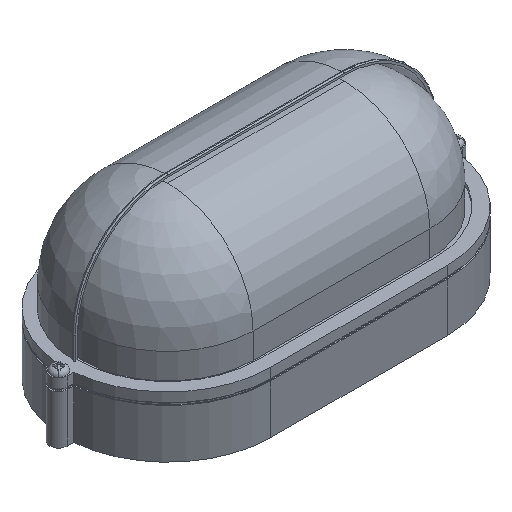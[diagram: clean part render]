
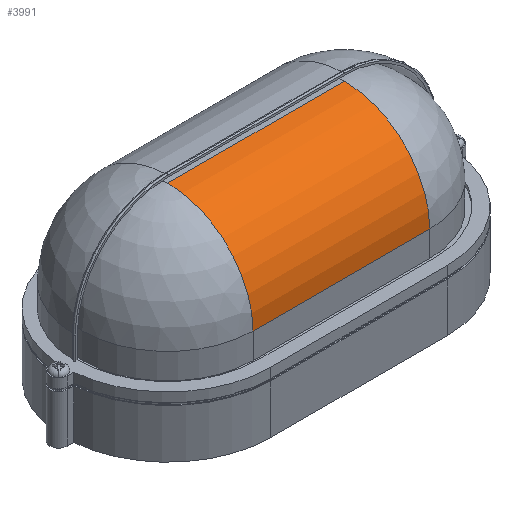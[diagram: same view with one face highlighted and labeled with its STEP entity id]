
A CAD part, isometric view. The second image highlights one B-rep face of the part: STEP entity #3991.
In plain terms, the highlighted cylindrical face has radius 43.5 mm (diameter 87 mm), a partial arc.
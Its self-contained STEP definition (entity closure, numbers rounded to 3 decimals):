
#440 = VERTEX_POINT ( 'NONE', #2191 ) ;
#463 = CARTESIAN_POINT ( 'NONE',  ( -45., 0., 42.5 ) ) ;
#665 = EDGE_CURVE ( 'NONE', #3439, #440, #2231, .T. ) ;
#801 = DIRECTION ( 'NONE',  ( -1., 0., 0. ) ) ;
#870 = CARTESIAN_POINT ( 'NONE',  ( -45., 0., 42.5 ) ) ;
#915 = EDGE_CURVE ( 'NONE', #3439, #3073, #1950, .T. ) ;
#1130 = VECTOR ( 'NONE', #3072, 1000. ) ;
#1153 = LINE ( 'NONE', #2769, #1130 ) ;
#1202 = DIRECTION ( 'NONE',  ( 0., -1., 0. ) ) ;
#1246 = CARTESIAN_POINT ( 'NONE',  ( -45., 0., 86. ) ) ;
#1445 = CIRCLE ( 'NONE', #2193, 43.5 ) ;
#1563 = EDGE_CURVE ( 'NONE', #440, #2134, #1445, .T. ) ;
#1626 = CARTESIAN_POINT ( 'NONE',  ( 45., 0., 42.5 ) ) ;
#1686 = AXIS2_PLACEMENT_3D ( 'NONE', #463, #801, #3337 ) ;
#1830 = CARTESIAN_POINT ( 'NONE',  ( 45., -43.5, 42.5 ) ) ;
#1947 = DIRECTION ( 'NONE',  ( 0., -1., 0. ) ) ;
#1950 = CIRCLE ( 'NONE', #2970, 43.5 ) ;
#1968 = EDGE_CURVE ( 'NONE', #2134, #3073, #1153, .T. ) ;
#1992 = CARTESIAN_POINT ( 'NONE',  ( 45., 0., 86. ) ) ;
#2134 = VERTEX_POINT ( 'NONE', #1246 ) ;
#2191 = CARTESIAN_POINT ( 'NONE',  ( -45., -43.5, 42.5 ) ) ;
#2193 = AXIS2_PLACEMENT_3D ( 'NONE', #870, #3111, #1202 ) ;
#2226 = VECTOR ( 'NONE', #4015, 1000. ) ;
#2231 = LINE ( 'NONE', #3704, #2226 ) ;
#2769 = CARTESIAN_POINT ( 'NONE',  ( 45., 0., 86. ) ) ;
#2970 = AXIS2_PLACEMENT_3D ( 'NONE', #1626, #3804, #1947 ) ;
#3072 = DIRECTION ( 'NONE',  ( 1., 0., 0. ) ) ;
#3073 = VERTEX_POINT ( 'NONE', #1992 ) ;
#3111 = DIRECTION ( 'NONE',  ( -1., 0., 0. ) ) ;
#3337 = DIRECTION ( 'NONE',  ( 0., -1., 0. ) ) ;
#3418 = ORIENTED_EDGE ( 'NONE', *, *, #1563, .F. ) ;
#3422 = ORIENTED_EDGE ( 'NONE', *, *, #665, .F. ) ;
#3437 = ORIENTED_EDGE ( 'NONE', *, *, #915, .T. ) ;
#3439 = VERTEX_POINT ( 'NONE', #1830 ) ;
#3451 = ORIENTED_EDGE ( 'NONE', *, *, #1968, .F. ) ;
#3691 = EDGE_LOOP ( 'NONE', ( #3418, #3422, #3437, #3451 ) ) ;
#3704 = CARTESIAN_POINT ( 'NONE',  ( -45., -43.5, 42.5 ) ) ;
#3804 = DIRECTION ( 'NONE',  ( -1., 0., 0. ) ) ;
#3885 = CYLINDRICAL_SURFACE ( 'NONE', #1686, 43.5 ) ;
#3892 = FACE_OUTER_BOUND ( 'NONE', #3691, .T. ) ;
#3991 = ADVANCED_FACE ( 'NONE', ( #3892 ), #3885, .T. ) ;
#4015 = DIRECTION ( 'NONE',  ( -1., 0., 0. ) ) ;
